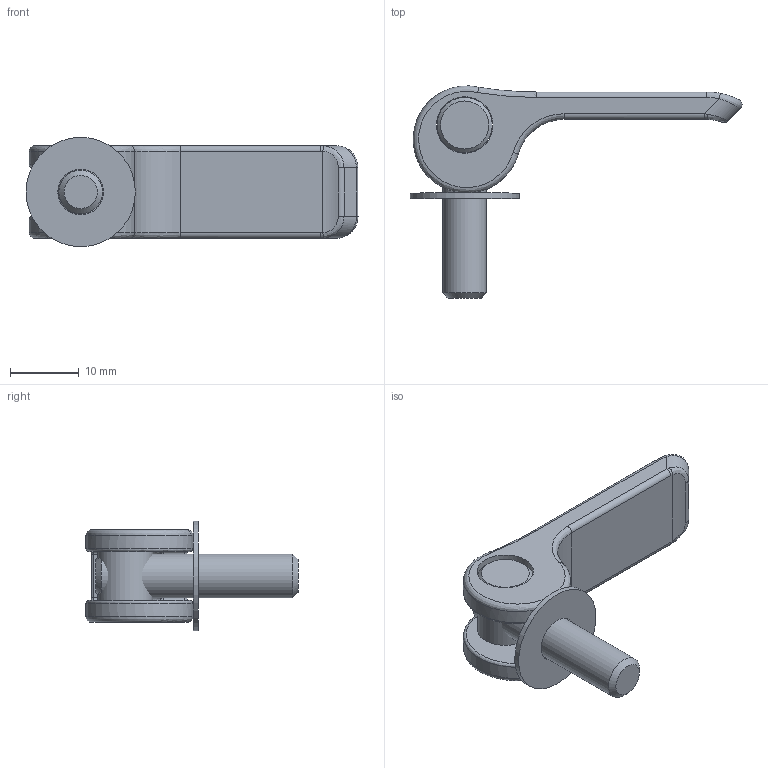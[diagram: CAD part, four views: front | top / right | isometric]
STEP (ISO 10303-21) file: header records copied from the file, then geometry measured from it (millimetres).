
FILE_DESCRIPTION (( 'STEP AP203' ), '1' );
FILE_NAME ('SCE-QRCH.step', '2021-02-09T22:31:39', ( 'ADC123' ), ( 'Microsoft' ), 'SwSTEP 2.0', 'SolidWorks 2019', '' );
FILE_SCHEMA (( 'CONFIG_CONTROL_DESIGN' ));
Length unit declared in the file: inch
Products named in the file (1): SCE-QRCH
Bounding box: 48.21 x 30.79 x 15.88 mm (x, y, z)
Volume: 4402.4 mm3; surface area: 3683.1 mm2
Topology: 4 solids, 4 shells, 77 faces, 188 edges, 119 vertices
Faces by surface type: bspline 30, cylinder 28, plane 15, cone 4
Full cylindrical faces by diameter (mm): 5.105 x1, 6.35 x1, 6.629 x1, 8.001 x1, 8.204 x2, 15.875 x1
Entity records: 3762 total; most frequent: CARTESIAN_POINT 2187, ORIENTED_EDGE 348, DIRECTION 228, EDGE_CURVE 174, VERTEX_POINT 116, EDGE_LOOP 96, AXIS2_PLACEMENT_3D 94, FACE_OUTER_BOUND 84
